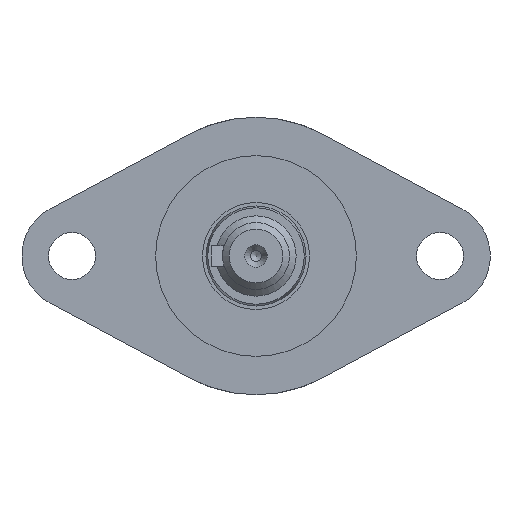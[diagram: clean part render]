
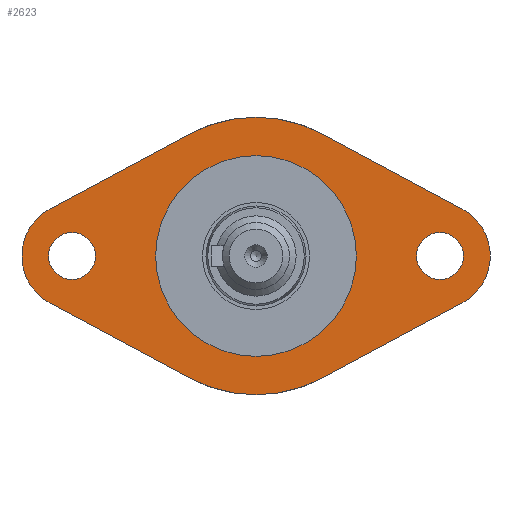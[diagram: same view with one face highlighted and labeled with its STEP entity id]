
A CAD part, left-side view. The second image highlights one B-rep face of the part: STEP entity #2623.
In plain terms, the highlighted planar face has unit normal (-1, 0, 0).
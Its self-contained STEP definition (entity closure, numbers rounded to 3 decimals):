
#209=FACE_BOUND('',#498,.T.);
#210=FACE_BOUND('',#499,.T.);
#211=FACE_BOUND('',#500,.T.);
#239=PLANE('',#2819);
#343=FACE_OUTER_BOUND('',#497,.T.);
#497=EDGE_LOOP('',(#1901,#1902,#1903,#1904,#1905,#1906,#1907,#1908));
#498=EDGE_LOOP('',(#1909));
#499=EDGE_LOOP('',(#1910));
#500=EDGE_LOOP('',(#1911));
#656=LINE('',#3791,#900);
#658=LINE('',#3796,#902);
#662=LINE('',#3809,#906);
#667=LINE('',#3822,#911);
#900=VECTOR('',#3079,10.);
#902=VECTOR('',#3083,10.);
#906=VECTOR('',#3095,10.);
#911=VECTOR('',#3108,10.);
#1147=CIRCLE('',#2797,3.5);
#1149=CIRCLE('',#2800,3.5);
#1151=CIRCLE('',#2803,8.);
#1155=CIRCLE('',#2812,8.);
#1157=CIRCLE('',#2817,15.);
#1159=CIRCLE('',#2820,20.75);
#1160=CIRCLE('',#2821,20.75);
#1241=VERTEX_POINT('',#3768);
#1243=VERTEX_POINT('',#3774);
#1246=VERTEX_POINT('',#3781);
#1247=VERTEX_POINT('',#3783);
#1249=VERTEX_POINT('',#3789);
#1251=VERTEX_POINT('',#3795);
#1255=VERTEX_POINT('',#3806);
#1256=VERTEX_POINT('',#3808);
#1258=VERTEX_POINT('',#3814);
#1260=VERTEX_POINT('',#3820);
#1261=VERTEX_POINT('',#3826);
#1483=EDGE_CURVE('',#1241,#1241,#1147,.T.);
#1486=EDGE_CURVE('',#1243,#1243,#1149,.T.);
#1489=EDGE_CURVE('',#1246,#1247,#1151,.T.);
#1493=EDGE_CURVE('',#1249,#1246,#656,.T.);
#1495=EDGE_CURVE('',#1247,#1251,#658,.T.);
#1501=EDGE_CURVE('',#1256,#1255,#662,.T.);
#1505=EDGE_CURVE('',#1255,#1258,#1155,.T.);
#1508=EDGE_CURVE('',#1258,#1260,#667,.T.);
#1510=EDGE_CURVE('',#1261,#1261,#1157,.T.);
#1513=EDGE_CURVE('',#1251,#1260,#1159,.T.);
#1514=EDGE_CURVE('',#1256,#1249,#1160,.T.);
#1901=ORIENTED_EDGE('',*,*,#1513,.F.);
#1902=ORIENTED_EDGE('',*,*,#1495,.F.);
#1903=ORIENTED_EDGE('',*,*,#1489,.F.);
#1904=ORIENTED_EDGE('',*,*,#1493,.F.);
#1905=ORIENTED_EDGE('',*,*,#1514,.F.);
#1906=ORIENTED_EDGE('',*,*,#1501,.T.);
#1907=ORIENTED_EDGE('',*,*,#1505,.T.);
#1908=ORIENTED_EDGE('',*,*,#1508,.T.);
#1909=ORIENTED_EDGE('',*,*,#1483,.T.);
#1910=ORIENTED_EDGE('',*,*,#1486,.T.);
#1911=ORIENTED_EDGE('',*,*,#1510,.T.);
#2623=ADVANCED_FACE('',(#343,#209,#210,#211),#239,.T.);
#2797=AXIS2_PLACEMENT_3D('',#3770,#3058,#3059);
#2800=AXIS2_PLACEMENT_3D('',#3776,#3065,#3066);
#2803=AXIS2_PLACEMENT_3D('',#3784,#3072,#3073);
#2812=AXIS2_PLACEMENT_3D('',#3816,#3102,#3103);
#2817=AXIS2_PLACEMENT_3D('',#3827,#3115,#3116);
#2819=AXIS2_PLACEMENT_3D('',#3831,#3120,#3121);
#2820=AXIS2_PLACEMENT_3D('',#3832,#3122,#3123);
#2821=AXIS2_PLACEMENT_3D('',#3833,#3124,#3125);
#3058=DIRECTION('center_axis',(1.,0.,0.));
#3059=DIRECTION('ref_axis',(0.,0.,-1.));
#3065=DIRECTION('center_axis',(1.,0.,0.));
#3066=DIRECTION('ref_axis',(0.,0.,-1.));
#3072=DIRECTION('center_axis',(1.,0.,0.));
#3073=DIRECTION('ref_axis',(0.,0.472,0.881));
#3079=DIRECTION('',(0.,-0.881,-0.472));
#3083=DIRECTION('',(0.,0.881,-0.472));
#3095=DIRECTION('',(0.,0.881,-0.472));
#3102=DIRECTION('center_axis',(-1.,0.,0.));
#3103=DIRECTION('ref_axis',(0.,0.472,0.881));
#3108=DIRECTION('',(0.,-0.881,-0.472));
#3115=DIRECTION('center_axis',(1.,0.,0.));
#3116=DIRECTION('ref_axis',(0.,1.,0.));
#3120=DIRECTION('center_axis',(-1.,0.,0.));
#3121=DIRECTION('ref_axis',(0.,0.,1.));
#3122=DIRECTION('center_axis',(1.,0.,0.));
#3123=DIRECTION('ref_axis',(0.,1.,0.));
#3124=DIRECTION('center_axis',(1.,0.,0.));
#3125=DIRECTION('ref_axis',(0.,1.,0.));
#3768=CARTESIAN_POINT('',(-115.,27.5,3.5));
#3770=CARTESIAN_POINT('Origin',(-115.,27.5,0.));
#3774=CARTESIAN_POINT('',(-115.,-27.5,3.5));
#3776=CARTESIAN_POINT('Origin',(-115.,-27.5,0.));
#3781=CARTESIAN_POINT('',(-115.,-30.778,7.052));
#3783=CARTESIAN_POINT('',(-115.,-30.778,-7.052));
#3784=CARTESIAN_POINT('Origin',(-115.,-27.,0.));
#3789=CARTESIAN_POINT('',(-115.,-9.799,18.291));
#3791=CARTESIAN_POINT('',(-115.,-9.799,18.291));
#3795=CARTESIAN_POINT('',(-115.,-9.799,-18.291));
#3796=CARTESIAN_POINT('',(-115.,-30.778,-7.052));
#3806=CARTESIAN_POINT('',(-115.,30.778,7.052));
#3808=CARTESIAN_POINT('',(-115.,9.799,18.291));
#3809=CARTESIAN_POINT('',(-115.,9.799,18.291));
#3814=CARTESIAN_POINT('',(-115.,30.778,-7.052));
#3816=CARTESIAN_POINT('Origin',(-115.,27.,0.));
#3820=CARTESIAN_POINT('',(-115.,9.799,-18.291));
#3822=CARTESIAN_POINT('',(-115.,30.778,-7.052));
#3826=CARTESIAN_POINT('',(-115.,-15.,0.));
#3827=CARTESIAN_POINT('Origin',(-115.,0.,0.));
#3831=CARTESIAN_POINT('Origin',(-115.,17.875,0.));
#3832=CARTESIAN_POINT('Origin',(-115.,0.,0.));
#3833=CARTESIAN_POINT('Origin',(-115.,0.,0.));
